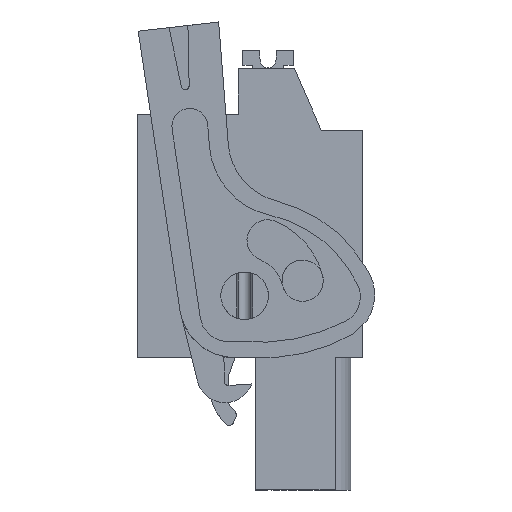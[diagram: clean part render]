
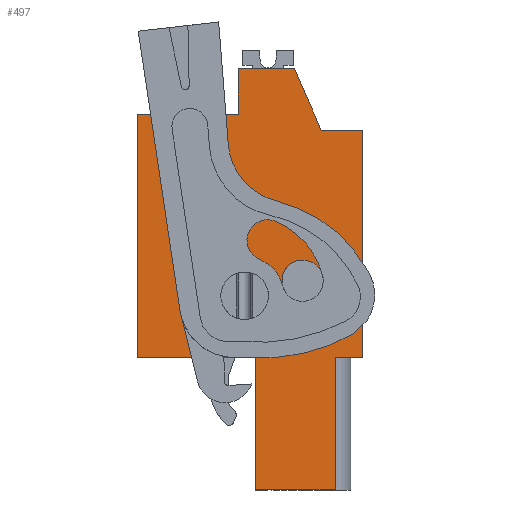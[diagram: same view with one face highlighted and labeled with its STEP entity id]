
A CAD part, left-side view. The second image highlights one B-rep face of the part: STEP entity #497.
In plain terms, the highlighted planar face has unit normal (-1, 0, 0).
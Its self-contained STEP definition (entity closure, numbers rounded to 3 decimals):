
#377=AXIS2_PLACEMENT_3D('Plane Axis2P3D',#374,#375,#376) ;
#463=AXIS2_PLACEMENT_3D('Circle Axis2P3D',#461,#462,$) ;
#472=AXIS2_PLACEMENT_3D('Circle Axis2P3D',#470,#471,$) ;
#481=AXIS2_PLACEMENT_3D('Circle Axis2P3D',#479,#480,$) ;
#490=AXIS2_PLACEMENT_3D('Circle Axis2P3D',#488,#489,$) ;
#42=CARTESIAN_POINT('Vertex',(4.85,8.618,26.59)) ;
#45=CARTESIAN_POINT('Line Origine',(4.85,6.843,26.59)) ;
#49=CARTESIAN_POINT('Vertex',(4.85,5.068,26.59)) ;
#299=CARTESIAN_POINT('Vertex',(4.85,8.618,23.69)) ;
#302=CARTESIAN_POINT('Line Origine',(4.85,8.618,25.14)) ;
#374=CARTESIAN_POINT('Axis2P3D Location',(4.85,7.568,8.35)) ;
#379=CARTESIAN_POINT('Line Origine',(4.85,2.493,4.175)) ;
#383=CARTESIAN_POINT('Vertex',(4.85,2.493,8.35)) ;
#385=CARTESIAN_POINT('Vertex',(4.85,2.493,0.)) ;
#388=CARTESIAN_POINT('Line Origine',(4.85,1.63,8.35)) ;
#392=CARTESIAN_POINT('Vertex',(4.85,0.768,8.35)) ;
#395=CARTESIAN_POINT('Line Origine',(4.85,0.768,15.52)) ;
#399=CARTESIAN_POINT('Vertex',(4.85,0.768,22.69)) ;
#402=CARTESIAN_POINT('Line Origine',(4.85,2.068,22.69)) ;
#406=CARTESIAN_POINT('Vertex',(4.85,3.368,22.69)) ;
#409=CARTESIAN_POINT('Line Origine',(4.85,4.218,24.64)) ;
#414=CARTESIAN_POINT('Line Origine',(4.85,11.793,23.69)) ;
#418=CARTESIAN_POINT('Vertex',(4.85,14.968,23.69)) ;
#421=CARTESIAN_POINT('Line Origine',(4.85,14.968,16.02)) ;
#425=CARTESIAN_POINT('Vertex',(4.85,14.968,8.35)) ;
#428=CARTESIAN_POINT('Line Origine',(4.85,11.253,8.35)) ;
#432=CARTESIAN_POINT('Vertex',(4.85,7.539,8.35)) ;
#435=CARTESIAN_POINT('Line Origine',(4.85,7.539,4.175)) ;
#439=CARTESIAN_POINT('Vertex',(4.85,7.539,0.)) ;
#442=CARTESIAN_POINT('Line Origine',(4.85,5.016,0.)) ;
#461=CARTESIAN_POINT('Axis2P3D Location',(4.85,8.204,12.25)) ;
#465=CARTESIAN_POINT('Vertex',(4.85,8.204,10.75)) ;
#467=CARTESIAN_POINT('Vertex',(4.85,8.204,13.75)) ;
#470=CARTESIAN_POINT('Axis2P3D Location',(4.85,8.204,12.25)) ;
#479=CARTESIAN_POINT('Axis2P3D Location',(4.85,4.544,13.2)) ;
#483=CARTESIAN_POINT('Vertex',(4.85,4.544,14.5)) ;
#485=CARTESIAN_POINT('Vertex',(4.85,4.544,11.9)) ;
#488=CARTESIAN_POINT('Axis2P3D Location',(4.85,4.544,13.2)) ;
#46=DIRECTION('Vector Direction',(0.,1.,0.)) ;
#303=DIRECTION('Vector Direction',(0.,0.,-1.)) ;
#375=DIRECTION('Axis2P3D Direction',(1.,0.,0.)) ;
#376=DIRECTION('Axis2P3D XDirection',(0.,1.,0.)) ;
#380=DIRECTION('Vector Direction',(0.,0.,-1.)) ;
#389=DIRECTION('Vector Direction',(0.,-1.,0.)) ;
#396=DIRECTION('Vector Direction',(0.,0.,-1.)) ;
#403=DIRECTION('Vector Direction',(0.,1.,0.)) ;
#410=DIRECTION('Vector Direction',(0.,0.4,0.917)) ;
#415=DIRECTION('Vector Direction',(0.,1.,0.)) ;
#422=DIRECTION('Vector Direction',(0.,0.,1.)) ;
#429=DIRECTION('Vector Direction',(0.,1.,0.)) ;
#436=DIRECTION('Vector Direction',(0.,0.,-1.)) ;
#443=DIRECTION('Vector Direction',(0.,1.,0.)) ;
#462=DIRECTION('Axis2P3D Direction',(1.,0.,0.)) ;
#471=DIRECTION('Axis2P3D Direction',(1.,0.,0.)) ;
#480=DIRECTION('Axis2P3D Direction',(1.,0.,0.)) ;
#489=DIRECTION('Axis2P3D Direction',(1.,0.,0.)) ;
#47=VECTOR('Line Direction',#46,1.) ;
#304=VECTOR('Line Direction',#303,1.) ;
#381=VECTOR('Line Direction',#380,1.) ;
#390=VECTOR('Line Direction',#389,1.) ;
#397=VECTOR('Line Direction',#396,1.) ;
#404=VECTOR('Line Direction',#403,1.) ;
#411=VECTOR('Line Direction',#410,1.) ;
#416=VECTOR('Line Direction',#415,1.) ;
#423=VECTOR('Line Direction',#422,1.) ;
#430=VECTOR('Line Direction',#429,1.) ;
#437=VECTOR('Line Direction',#436,1.) ;
#444=VECTOR('Line Direction',#443,1.) ;
#448=ORIENTED_EDGE('',*,*,#387,.F.) ;
#449=ORIENTED_EDGE('',*,*,#394,.F.) ;
#450=ORIENTED_EDGE('',*,*,#401,.F.) ;
#451=ORIENTED_EDGE('',*,*,#408,.T.) ;
#452=ORIENTED_EDGE('',*,*,#413,.T.) ;
#453=ORIENTED_EDGE('',*,*,#51,.T.) ;
#454=ORIENTED_EDGE('',*,*,#306,.T.) ;
#455=ORIENTED_EDGE('',*,*,#420,.T.) ;
#456=ORIENTED_EDGE('',*,*,#427,.F.) ;
#457=ORIENTED_EDGE('',*,*,#434,.F.) ;
#458=ORIENTED_EDGE('',*,*,#441,.T.) ;
#459=ORIENTED_EDGE('',*,*,#446,.F.) ;
#476=ORIENTED_EDGE('',*,*,#469,.T.) ;
#477=ORIENTED_EDGE('',*,*,#474,.T.) ;
#494=ORIENTED_EDGE('',*,*,#487,.T.) ;
#495=ORIENTED_EDGE('',*,*,#492,.T.) ;
#478=FACE_BOUND('',#475,.T.) ;
#496=FACE_BOUND('',#493,.T.) ;
#497=ADVANCED_FACE('HOUSING',(#460,#478,#496),#378,.F.) ;
#464=CIRCLE('generated circle',#463,1.5) ;
#473=CIRCLE('generated circle',#472,1.5) ;
#482=CIRCLE('generated circle',#481,1.3) ;
#491=CIRCLE('generated circle',#490,1.3) ;
#51=EDGE_CURVE('',#50,#43,#48,.T.) ;
#306=EDGE_CURVE('',#43,#300,#305,.T.) ;
#387=EDGE_CURVE('',#384,#386,#382,.T.) ;
#394=EDGE_CURVE('',#393,#384,#391,.F.) ;
#401=EDGE_CURVE('',#400,#393,#398,.T.) ;
#408=EDGE_CURVE('',#400,#407,#405,.T.) ;
#413=EDGE_CURVE('',#407,#50,#412,.T.) ;
#420=EDGE_CURVE('',#300,#419,#417,.T.) ;
#427=EDGE_CURVE('',#426,#419,#424,.T.) ;
#434=EDGE_CURVE('',#433,#426,#431,.T.) ;
#441=EDGE_CURVE('',#433,#440,#438,.T.) ;
#446=EDGE_CURVE('',#386,#440,#445,.T.) ;
#469=EDGE_CURVE('',#466,#468,#464,.T.) ;
#474=EDGE_CURVE('',#468,#466,#473,.T.) ;
#487=EDGE_CURVE('',#484,#486,#482,.T.) ;
#492=EDGE_CURVE('',#486,#484,#491,.T.) ;
#447=EDGE_LOOP('',(#448,#449,#450,#451,#452,#453,#454,#455,#456,#457,#458,#459)) ;
#475=EDGE_LOOP('',(#476,#477)) ;
#493=EDGE_LOOP('',(#494,#495)) ;
#460=FACE_OUTER_BOUND('',#447,.T.) ;
#48=LINE('Line',#45,#47) ;
#305=LINE('Line',#302,#304) ;
#382=LINE('Line',#379,#381) ;
#391=LINE('Line',#388,#390) ;
#398=LINE('Line',#395,#397) ;
#405=LINE('Line',#402,#404) ;
#412=LINE('Line',#409,#411) ;
#417=LINE('Line',#414,#416) ;
#424=LINE('Line',#421,#423) ;
#431=LINE('Line',#428,#430) ;
#438=LINE('Line',#435,#437) ;
#445=LINE('Line',#442,#444) ;
#378=PLANE('',#377) ;
#43=VERTEX_POINT('',#42) ;
#50=VERTEX_POINT('',#49) ;
#300=VERTEX_POINT('',#299) ;
#384=VERTEX_POINT('',#383) ;
#386=VERTEX_POINT('',#385) ;
#393=VERTEX_POINT('',#392) ;
#400=VERTEX_POINT('',#399) ;
#407=VERTEX_POINT('',#406) ;
#419=VERTEX_POINT('',#418) ;
#426=VERTEX_POINT('',#425) ;
#433=VERTEX_POINT('',#432) ;
#440=VERTEX_POINT('',#439) ;
#466=VERTEX_POINT('',#465) ;
#468=VERTEX_POINT('',#467) ;
#484=VERTEX_POINT('',#483) ;
#486=VERTEX_POINT('',#485) ;
